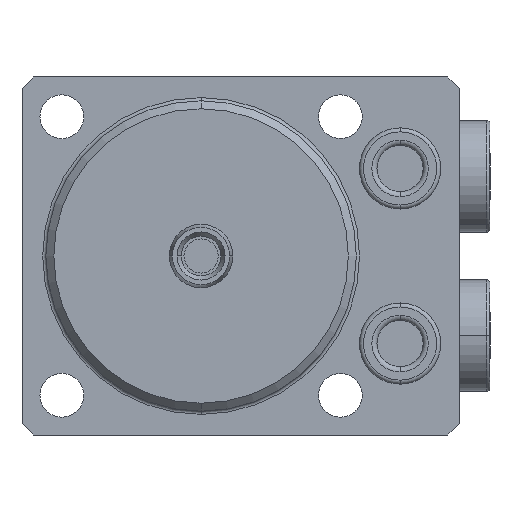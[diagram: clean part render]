
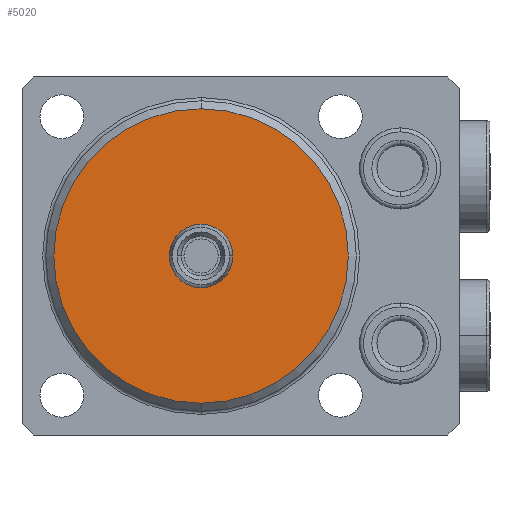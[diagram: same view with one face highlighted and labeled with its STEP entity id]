
A CAD part, front view. The second image highlights one B-rep face of the part: STEP entity #5020.
In plain terms, the highlighted planar face has unit normal (0, -1, 0).
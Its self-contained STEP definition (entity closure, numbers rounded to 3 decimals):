
#75 = CARTESIAN_POINT ( 'NONE',  ( 0., -33.5, 0. ) ) ;
#192 = DIRECTION ( 'NONE',  ( 0., 0., 1. ) ) ;
#194 = DIRECTION ( 'NONE',  ( 0., 1., 0. ) ) ;
#210 = PLANE ( 'NONE',  #7059 ) ;
#849 = FACE_OUTER_BOUND ( 'NONE', #8175, .T. ) ;
#859 = FACE_BOUND ( 'NONE', #8311, .T. ) ;
#1149 = CIRCLE ( 'NONE', #7403, 4. ) ;
#1151 = CIRCLE ( 'NONE', #7402, 18.5 ) ;
#1392 = CIRCLE ( 'NONE', #7431, 18.5 ) ;
#2105 = CARTESIAN_POINT ( 'NONE',  ( 0., -33.5, 4. ) ) ;
#2166 = CARTESIAN_POINT ( 'NONE',  ( 0., -33.5, -4. ) ) ;
#2257 = VERTEX_POINT ( 'NONE', #7626 ) ;
#2261 = VERTEX_POINT ( 'NONE', #2691 ) ;
#2348 = VERTEX_POINT ( 'NONE', #2105 ) ;
#2352 = VERTEX_POINT ( 'NONE', #2166 ) ;
#2691 = CARTESIAN_POINT ( 'NONE',  ( 0., -33.5, -18.5 ) ) ;
#3711 = CARTESIAN_POINT ( 'NONE',  ( 0., -33.5, 0. ) ) ;
#3712 = DIRECTION ( 'NONE',  ( 0., -1., 0. ) ) ;
#3713 = DIRECTION ( 'NONE',  ( 0., 0., 1. ) ) ;
#3716 = CARTESIAN_POINT ( 'NONE',  ( 0., -33.5, 0. ) ) ;
#3717 = DIRECTION ( 'NONE',  ( 0., 1., 0. ) ) ;
#3718 = DIRECTION ( 'NONE',  ( 0., 0., 1. ) ) ;
#3946 = CARTESIAN_POINT ( 'NONE',  ( 0., -33.5, 0. ) ) ;
#3947 = DIRECTION ( 'NONE',  ( 0., -1., 0. ) ) ;
#3948 = DIRECTION ( 'NONE',  ( 0., 0., 1. ) ) ;
#4318 = CARTESIAN_POINT ( 'NONE',  ( 0., -33.5, 0. ) ) ;
#4319 = DIRECTION ( 'NONE',  ( 0., 1., 0. ) ) ;
#4320 = DIRECTION ( 'NONE',  ( 0., 0., 1. ) ) ;
#4684 = CIRCLE ( 'NONE', #7513, 4. ) ;
#5020 = ADVANCED_FACE ( 'NONE', ( #859, #849 ), #210, .F. ) ;
#6706 = ORIENTED_EDGE ( 'NONE', *, *, #7955, .T. ) ;
#6708 = ORIENTED_EDGE ( 'NONE', *, *, #7870, .T. ) ;
#6709 = ORIENTED_EDGE ( 'NONE', *, *, #8088, .T. ) ;
#6711 = ORIENTED_EDGE ( 'NONE', *, *, #7871, .T. ) ;
#7059 = AXIS2_PLACEMENT_3D ( 'NONE', #75, #194, #192 ) ;
#7402 = AXIS2_PLACEMENT_3D ( 'NONE', #3711, #3712, #3713 ) ;
#7403 = AXIS2_PLACEMENT_3D ( 'NONE', #3716, #3717, #3718 ) ;
#7431 = AXIS2_PLACEMENT_3D ( 'NONE', #3946, #3947, #3948 ) ;
#7513 = AXIS2_PLACEMENT_3D ( 'NONE', #4318, #4319, #4320 ) ;
#7626 = CARTESIAN_POINT ( 'NONE',  ( 0., -33.5, 18.5 ) ) ;
#7870 = EDGE_CURVE ( 'NONE', #2257, #2261, #1151, .T. ) ;
#7871 = EDGE_CURVE ( 'NONE', #2348, #2352, #1149, .T. ) ;
#7955 = EDGE_CURVE ( 'NONE', #2261, #2257, #1392, .T. ) ;
#8088 = EDGE_CURVE ( 'NONE', #2352, #2348, #4684, .T. ) ;
#8175 = EDGE_LOOP ( 'NONE', ( #6708, #6706 ) ) ;
#8311 = EDGE_LOOP ( 'NONE', ( #6711, #6709 ) ) ;
